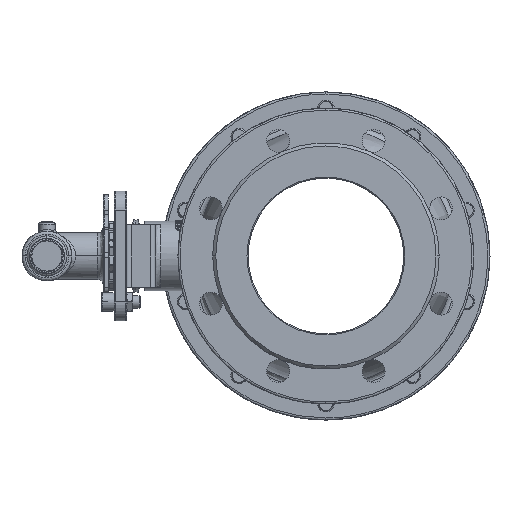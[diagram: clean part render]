
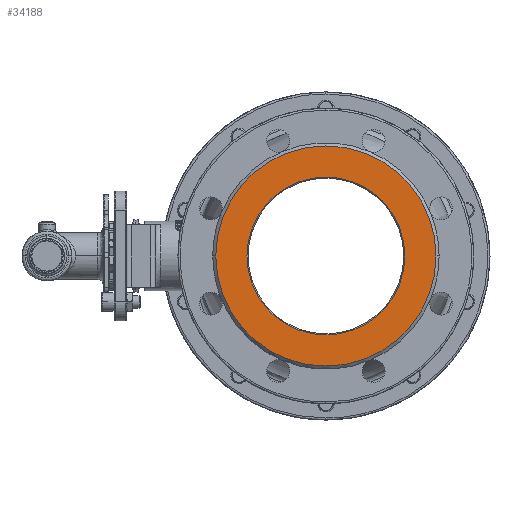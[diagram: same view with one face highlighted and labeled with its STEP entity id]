
A CAD part, left-side view. The second image highlights one B-rep face of the part: STEP entity #34188.
In plain terms, the highlighted planar face has unit normal (-1, 0, 0).
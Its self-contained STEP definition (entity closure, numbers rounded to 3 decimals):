
#5098 = CIRCLE ( 'NONE', #70073, 76. ) ;
#7490 = AXIS2_PLACEMENT_3D ( 'NONE', #24220, #80591, #32364 ) ;
#8906 = CARTESIAN_POINT ( 'NONE',  ( -35.924, -23., 26.332 ) ) ;
#9594 = DIRECTION ( 'NONE',  ( 1., 0., 0. ) ) ;
#10278 = DIRECTION ( 'NONE',  ( 0., 0., 1. ) ) ;
#11780 = EDGE_LOOP ( 'NONE', ( #65829, #30224 ) ) ;
#13442 = FACE_BOUND ( 'NONE', #11780, .T. ) ;
#17361 = CARTESIAN_POINT ( 'NONE',  ( -35.924, -23., 26.332 ) ) ;
#21914 = DIRECTION ( 'NONE',  ( 0., 0., -1. ) ) ;
#21933 = DIRECTION ( 'NONE',  ( 1., 0., 0. ) ) ;
#23099 = PLANE ( 'NONE',  #86516 ) ;
#23196 = EDGE_CURVE ( 'NONE', #38283, #90576, #5098, .T. ) ;
#24220 = CARTESIAN_POINT ( 'NONE',  ( -35.924, -23., 26.332 ) ) ;
#24533 = CARTESIAN_POINT ( 'NONE',  ( -35.924, 83., 26.332 ) ) ;
#24641 = ORIENTED_EDGE ( 'NONE', *, *, #26472, .F. ) ;
#26472 = EDGE_CURVE ( 'NONE', #75106, #26757, #65469, .T. ) ;
#26757 = VERTEX_POINT ( 'NONE', #24533 ) ;
#30224 = ORIENTED_EDGE ( 'NONE', *, *, #31618, .T. ) ;
#31618 = EDGE_CURVE ( 'NONE', #90576, #38283, #104195, .T. ) ;
#31857 = AXIS2_PLACEMENT_3D ( 'NONE', #43294, #43309, #43424 ) ;
#32364 = DIRECTION ( 'NONE',  ( 0., 1., 0. ) ) ;
#34188 = ADVANCED_FACE ( 'NONE', ( #82752, #13442 ), #23099, .F. ) ;
#38283 = VERTEX_POINT ( 'NONE', #79533 ) ;
#43294 = CARTESIAN_POINT ( 'NONE',  ( -35.924, -23., 26.332 ) ) ;
#43309 = DIRECTION ( 'NONE',  ( 1., 0., 0. ) ) ;
#43424 = DIRECTION ( 'NONE',  ( 0., 0., 1. ) ) ;
#53483 = CARTESIAN_POINT ( 'NONE',  ( -35.924, -23., -49.668 ) ) ;
#60718 = EDGE_LOOP ( 'NONE', ( #66933, #24641 ) ) ;
#64400 = CARTESIAN_POINT ( 'NONE',  ( -35.924, -23., 26.332 ) ) ;
#65202 = DIRECTION ( 'NONE',  ( 1., 0., 0. ) ) ;
#65469 = CIRCLE ( 'NONE', #96971, 106. ) ;
#65754 = DIRECTION ( 'NONE',  ( 0., 1., 0. ) ) ;
#65829 = ORIENTED_EDGE ( 'NONE', *, *, #23196, .T. ) ;
#66933 = ORIENTED_EDGE ( 'NONE', *, *, #75685, .F. ) ;
#70073 = AXIS2_PLACEMENT_3D ( 'NONE', #8906, #9594, #10278 ) ;
#75106 = VERTEX_POINT ( 'NONE', #83308 ) ;
#75685 = EDGE_CURVE ( 'NONE', #26757, #75106, #101281, .T. ) ;
#79533 = CARTESIAN_POINT ( 'NONE',  ( -35.924, -23., 102.332 ) ) ;
#80591 = DIRECTION ( 'NONE',  ( 1., 0., 0. ) ) ;
#82752 = FACE_OUTER_BOUND ( 'NONE', #60718, .T. ) ;
#83308 = CARTESIAN_POINT ( 'NONE',  ( -35.924, -129., 26.332 ) ) ;
#86516 = AXIS2_PLACEMENT_3D ( 'NONE', #17361, #21933, #21914 ) ;
#90576 = VERTEX_POINT ( 'NONE', #53483 ) ;
#96971 = AXIS2_PLACEMENT_3D ( 'NONE', #64400, #65202, #65754 ) ;
#101281 = CIRCLE ( 'NONE', #7490, 106. ) ;
#104195 = CIRCLE ( 'NONE', #31857, 76. ) ;
